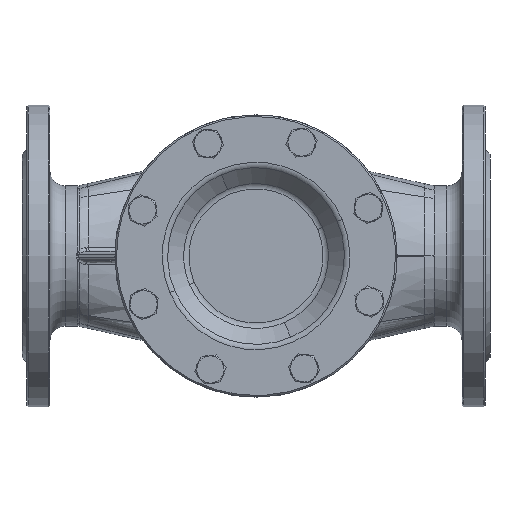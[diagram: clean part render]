
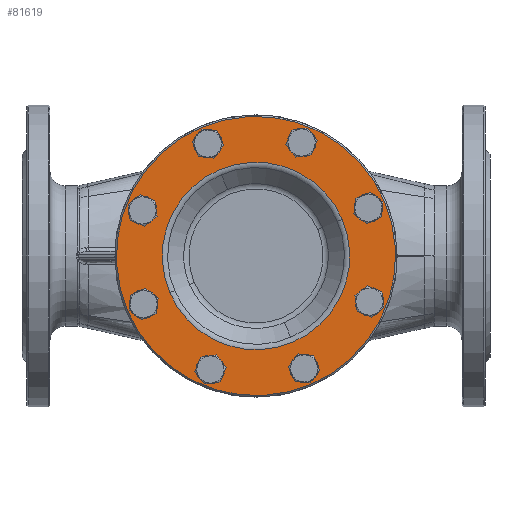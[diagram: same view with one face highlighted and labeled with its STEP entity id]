
A CAD part, front view. The second image highlights one B-rep face of the part: STEP entity #81619.
In plain terms, the highlighted planar face has unit normal (0, -1, 0).
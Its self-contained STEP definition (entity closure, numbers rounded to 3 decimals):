
#76762=CARTESIAN_POINT('',(-9.675,-119.566,
310.004));
#76763=DIRECTION('',(0.,-1.,0.));
#76764=DIRECTION('',(-0.393,0.,0.92));
#76765=AXIS2_PLACEMENT_3D('',#76762,#76763,#76764);
#76767=CARTESIAN_POINT('',(-9.675,-119.566,
310.004));
#76768=DIRECTION('',(0.,-1.,0.));
#76769=DIRECTION('',(0.393,0.,-0.92));
#76770=AXIS2_PLACEMENT_3D('',#76767,#76768,#76769);
#76772=CARTESIAN_POINT('',(-9.675,-119.566,
310.004));
#76773=DIRECTION('',(0.,1.,0.));
#76774=DIRECTION('',(-0.92,0.,-0.393));
#76775=AXIS2_PLACEMENT_3D('',#76772,#76773,#76774);
#76777=CARTESIAN_POINT('',(-9.675,-119.566,
310.004));
#76778=DIRECTION('',(0.,1.,0.));
#76779=DIRECTION('',(0.92,0.,0.393));
#76780=AXIS2_PLACEMENT_3D('',#76777,#76778,#76779);
#76782=CARTESIAN_POINT('',(-84.162,-119.566,
278.181));
#76783=DIRECTION('',(0.,1.,0.));
#76784=DIRECTION('',(-0.393,0.,0.92));
#76785=AXIS2_PLACEMENT_3D('',#76782,#76783,#76784);
#76787=CARTESIAN_POINT('',(-84.162,-119.566,
278.181));
#76788=DIRECTION('',(0.,1.,0.));
#76789=DIRECTION('',(0.393,0.,-0.92));
#76790=AXIS2_PLACEMENT_3D('',#76787,#76788,#76789);
#76792=CARTESIAN_POINT('',(-84.847,-119.566,
340.172));
#76793=DIRECTION('',(0.,1.,0.));
#76794=DIRECTION('',(-0.393,0.,0.92));
#76795=AXIS2_PLACEMENT_3D('',#76792,#76793,#76794);
#76797=CARTESIAN_POINT('',(-84.847,-119.566,
340.172));
#76798=DIRECTION('',(0.,1.,0.));
#76799=DIRECTION('',(0.393,0.,-0.92));
#76800=AXIS2_PLACEMENT_3D('',#76797,#76798,#76799);
#76802=CARTESIAN_POINT('',(-41.498,-119.566,
384.491));
#76803=DIRECTION('',(0.,1.,0.));
#76804=DIRECTION('',(-0.92,0.,-0.393));
#76805=AXIS2_PLACEMENT_3D('',#76802,#76803,#76804);
#76807=CARTESIAN_POINT('',(-41.498,-119.566,
384.491));
#76808=DIRECTION('',(0.,1.,0.));
#76809=DIRECTION('',(0.92,0.,0.393));
#76810=AXIS2_PLACEMENT_3D('',#76807,#76808,#76809);
#76812=CARTESIAN_POINT('',(20.493,-119.566,
385.176));
#76813=DIRECTION('',(0.,1.,0.));
#76814=DIRECTION('',(-0.92,0.,-0.393));
#76815=AXIS2_PLACEMENT_3D('',#76812,#76813,#76814);
#76817=CARTESIAN_POINT('',(20.493,-119.566,
385.176));
#76818=DIRECTION('',(0.,1.,0.));
#76819=DIRECTION('',(0.92,0.,0.393));
#76820=AXIS2_PLACEMENT_3D('',#76817,#76818,#76819);
#76822=CARTESIAN_POINT('',(64.812,-119.566,
341.826));
#76823=DIRECTION('',(0.,1.,0.));
#76824=DIRECTION('',(-0.92,0.,-0.393));
#76825=AXIS2_PLACEMENT_3D('',#76822,#76823,#76824);
#76827=CARTESIAN_POINT('',(64.812,-119.566,
341.826));
#76828=DIRECTION('',(0.,1.,0.));
#76829=DIRECTION('',(0.92,0.,0.393));
#76830=AXIS2_PLACEMENT_3D('',#76827,#76828,#76829);
#76832=CARTESIAN_POINT('',(65.498,-119.566,
279.835));
#76833=DIRECTION('',(0.,1.,0.));
#76834=DIRECTION('',(-0.92,0.,-0.393));
#76835=AXIS2_PLACEMENT_3D('',#76832,#76833,#76834);
#76837=CARTESIAN_POINT('',(65.498,-119.566,
279.835));
#76838=DIRECTION('',(0.,1.,0.));
#76839=DIRECTION('',(0.92,0.,0.393));
#76840=AXIS2_PLACEMENT_3D('',#76837,#76838,#76839);
#76842=CARTESIAN_POINT('',(22.148,-119.566,
235.517));
#76843=DIRECTION('',(0.,1.,0.));
#76844=DIRECTION('',(-0.393,0.,0.92));
#76845=AXIS2_PLACEMENT_3D('',#76842,#76843,#76844);
#76847=CARTESIAN_POINT('',(22.148,-119.566,
235.517));
#76848=DIRECTION('',(0.,1.,0.));
#76849=DIRECTION('',(0.393,0.,-0.92));
#76850=AXIS2_PLACEMENT_3D('',#76847,#76848,#76849);
#76852=CARTESIAN_POINT('',(-39.843,-119.566,
234.831));
#76853=DIRECTION('',(0.,1.,0.));
#76854=DIRECTION('',(-0.393,0.,0.92));
#76855=AXIS2_PLACEMENT_3D('',#76852,#76853,#76854);
#76857=CARTESIAN_POINT('',(-39.843,-119.566,
234.831));
#76858=DIRECTION('',(0.,1.,0.));
#76859=DIRECTION('',(0.393,0.,-0.92));
#76860=AXIS2_PLACEMENT_3D('',#76857,#76858,#76859);
#80196=CARTESIAN_POINT('',(26.471,-119.566,
387.73));
#80197=CARTESIAN_POINT('',(14.516,-119.566,
382.622));
#80198=VERTEX_POINT('',#80196);
#80199=VERTEX_POINT('',#80197);
#80205=CARTESIAN_POINT('',(70.79,-119.566,
344.38));
#80207=VERTEX_POINT('',#80205);
#80272=CARTESIAN_POINT('',(-37.289,-119.566,
228.854));
#80273=CARTESIAN_POINT('',(-42.397,-119.566,
240.809));
#80274=VERTEX_POINT('',#80272);
#80275=VERTEX_POINT('',#80273);
#80276=CARTESIAN_POINT('',(-47.475,-119.566,
381.937));
#80277=CARTESIAN_POINT('',(-35.52,-119.566,
387.044));
#80278=VERTEX_POINT('',#80276);
#80279=VERTEX_POINT('',#80277);
#80308=CARTESIAN_POINT('',(-66.755,-119.566,
285.617));
#80309=CARTESIAN_POINT('',(47.405,-119.566,
334.39));
#80310=VERTEX_POINT('',#80308);
#80311=VERTEX_POINT('',#80309);
#80326=CARTESIAN_POINT('',(71.475,-119.566,
282.389));
#80327=CARTESIAN_POINT('',(59.52,-119.566,
277.282));
#80328=VERTEX_POINT('',#80326);
#80329=VERTEX_POINT('',#80327);
#80710=CARTESIAN_POINT('',(-82.293,-119.566,
334.194));
#80711=CARTESIAN_POINT('',(-87.401,-119.566,
346.149));
#80712=VERTEX_POINT('',#80710);
#80713=VERTEX_POINT('',#80711);
#80722=CARTESIAN_POINT('',(26.666,-119.566,
224.941));
#80723=VERTEX_POINT('',#80722);
#80776=CARTESIAN_POINT('',(-46.016,-119.566,
395.066));
#80777=VERTEX_POINT('',#80776);
#80789=CARTESIAN_POINT('',(-86.715,-119.566,
284.158));
#80790=VERTEX_POINT('',#80789);
#80792=CARTESIAN_POINT('',(58.835,-119.566,
339.273));
#80794=VERTEX_POINT('',#80792);
#80846=CARTESIAN_POINT('',(24.702,-119.566,
229.539));
#80847=VERTEX_POINT('',#80846);
#80938=CARTESIAN_POINT('',(19.594,-119.566,
241.494));
#80939=VERTEX_POINT('',#80938);
#80942=CARTESIAN_POINT('',(-81.608,-119.566,
272.203));
#80943=VERTEX_POINT('',#80942);
#81555=CARTESIAN_POINT('',(-66.755,-119.566,
285.617));
#81556=DIRECTION('',(0.,-1.,0.));
#81557=DIRECTION('',(0.92,0.,0.393));
#81558=AXIS2_PLACEMENT_3D('',#81555,#81556,#81557);
#81559=PLANE('',#81558);
#81561=ORIENTED_EDGE('',*,*,#81560,.F.);
#81562=ORIENTED_EDGE('',*,*,#81544,.F.);
#81563=EDGE_LOOP('',(#81561,#81562));
#81564=FACE_OUTER_BOUND('',#81563,.F.);
#81566=ORIENTED_EDGE('',*,*,#81565,.F.);
#81568=ORIENTED_EDGE('',*,*,#81567,.F.);
#81569=EDGE_LOOP('',(#81566,#81568));
#81570=FACE_BOUND('',#81569,.F.);
#81572=ORIENTED_EDGE('',*,*,#81571,.F.);
#81574=ORIENTED_EDGE('',*,*,#81573,.F.);
#81575=EDGE_LOOP('',(#81572,#81574));
#81576=FACE_BOUND('',#81575,.F.);
#81578=ORIENTED_EDGE('',*,*,#81577,.F.);
#81580=ORIENTED_EDGE('',*,*,#81579,.F.);
#81581=EDGE_LOOP('',(#81578,#81580));
#81582=FACE_BOUND('',#81581,.F.);
#81584=ORIENTED_EDGE('',*,*,#81583,.F.);
#81586=ORIENTED_EDGE('',*,*,#81585,.F.);
#81587=EDGE_LOOP('',(#81584,#81586));
#81588=FACE_BOUND('',#81587,.F.);
#81590=ORIENTED_EDGE('',*,*,#81589,.F.);
#81592=ORIENTED_EDGE('',*,*,#81591,.F.);
#81593=EDGE_LOOP('',(#81590,#81592));
#81594=FACE_BOUND('',#81593,.F.);
#81596=ORIENTED_EDGE('',*,*,#81595,.F.);
#81598=ORIENTED_EDGE('',*,*,#81597,.F.);
#81599=EDGE_LOOP('',(#81596,#81598));
#81600=FACE_BOUND('',#81599,.F.);
#81602=ORIENTED_EDGE('',*,*,#81601,.F.);
#81604=ORIENTED_EDGE('',*,*,#81603,.F.);
#81605=EDGE_LOOP('',(#81602,#81604));
#81606=FACE_BOUND('',#81605,.F.);
#81608=ORIENTED_EDGE('',*,*,#81607,.F.);
#81610=ORIENTED_EDGE('',*,*,#81609,.F.);
#81611=EDGE_LOOP('',(#81608,#81610));
#81612=FACE_BOUND('',#81611,.F.);
#81614=ORIENTED_EDGE('',*,*,#81613,.F.);
#81616=ORIENTED_EDGE('',*,*,#81615,.F.);
#81617=EDGE_LOOP('',(#81614,#81616));
#81618=FACE_BOUND('',#81617,.F.);
#81619=ADVANCED_FACE('',(#81564,#81570,#81576,#81582,#81588,#81594,#81600,
#81606,#81612,#81618),#81559,.T.);
#76766=CIRCLE('',#76765,92.5);
#76771=CIRCLE('',#76770,92.5);
#76776=CIRCLE('',#76775,62.071);
#76781=CIRCLE('',#76780,62.071);
#76786=CIRCLE('',#76785,6.5);
#76791=CIRCLE('',#76790,6.5);
#76796=CIRCLE('',#76795,6.5);
#76801=CIRCLE('',#76800,6.5);
#76806=CIRCLE('',#76805,6.5);
#76811=CIRCLE('',#76810,6.5);
#76816=CIRCLE('',#76815,6.5);
#76821=CIRCLE('',#76820,6.5);
#76826=CIRCLE('',#76825,6.5);
#76831=CIRCLE('',#76830,6.5);
#76836=CIRCLE('',#76835,6.5);
#76841=CIRCLE('',#76840,6.5);
#76846=CIRCLE('',#76845,6.5);
#76851=CIRCLE('',#76850,6.5);
#76856=CIRCLE('',#76855,6.5);
#76861=CIRCLE('',#76860,6.5);
#81544=EDGE_CURVE('',#80723,#80777,#76771,.T.);
#81560=EDGE_CURVE('',#80777,#80723,#76766,.T.);
#81565=EDGE_CURVE('',#80310,#80311,#76776,.T.);
#81567=EDGE_CURVE('',#80311,#80310,#76781,.T.);
#81571=EDGE_CURVE('',#80790,#80943,#76786,.T.);
#81573=EDGE_CURVE('',#80943,#80790,#76791,.T.);
#81577=EDGE_CURVE('',#80713,#80712,#76796,.T.);
#81579=EDGE_CURVE('',#80712,#80713,#76801,.T.);
#81583=EDGE_CURVE('',#80278,#80279,#76806,.T.);
#81585=EDGE_CURVE('',#80279,#80278,#76811,.T.);
#81589=EDGE_CURVE('',#80199,#80198,#76816,.T.);
#81591=EDGE_CURVE('',#80198,#80199,#76821,.T.);
#81595=EDGE_CURVE('',#80794,#80207,#76826,.T.);
#81597=EDGE_CURVE('',#80207,#80794,#76831,.T.);
#81601=EDGE_CURVE('',#80329,#80328,#76836,.T.);
#81603=EDGE_CURVE('',#80328,#80329,#76841,.T.);
#81607=EDGE_CURVE('',#80939,#80847,#76846,.T.);
#81609=EDGE_CURVE('',#80847,#80939,#76851,.T.);
#81613=EDGE_CURVE('',#80275,#80274,#76856,.T.);
#81615=EDGE_CURVE('',#80274,#80275,#76861,.T.);
